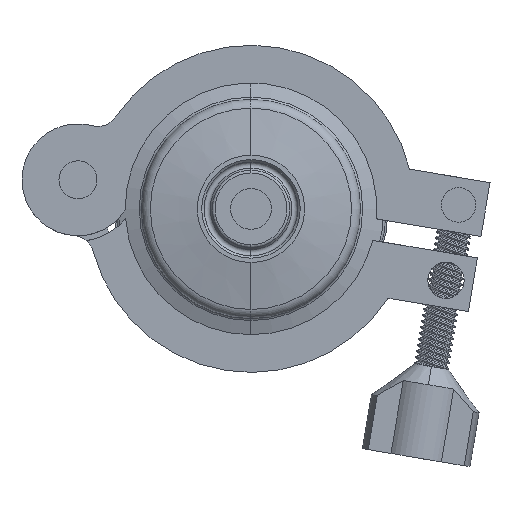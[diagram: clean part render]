
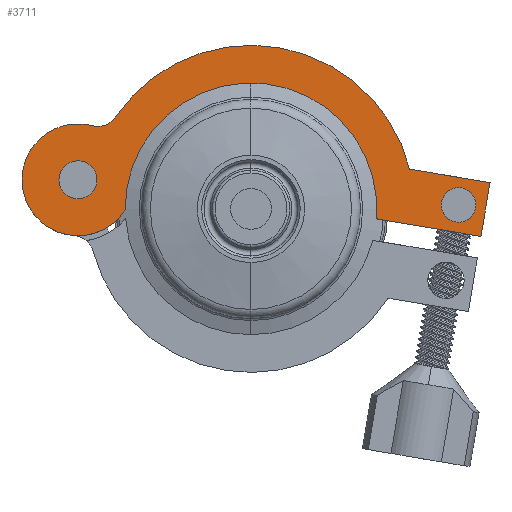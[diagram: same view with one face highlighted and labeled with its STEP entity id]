
A CAD part, front view. The second image highlights one B-rep face of the part: STEP entity #3711.
In plain terms, the highlighted planar face has unit normal (0, -1, 0).
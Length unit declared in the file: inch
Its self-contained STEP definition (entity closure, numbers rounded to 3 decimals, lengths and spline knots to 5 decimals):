
#98 = EDGE_CURVE ( 'NONE', #9863, #3756, #517, .T. ) ;
#123 = AXIS2_PLACEMENT_3D ( 'NONE', #1670, #11302, #12155 ) ;
#329 = AXIS2_PLACEMENT_3D ( 'NONE', #6870, #7824, #1035 ) ;
#458 = EDGE_CURVE ( 'NONE', #4468, #9863, #3761, .T. ) ;
#517 = CIRCLE ( 'NONE', #329, 0.51303 ) ;
#584 = DIRECTION ( 'NONE',  ( -0.986, 0., 0.165 ) ) ;
#644 = CARTESIAN_POINT ( 'NONE',  ( 0., -0.34162, 0. ) ) ;
#735 = CIRCLE ( 'NONE', #3158, 0.15833 ) ;
#805 = DIRECTION ( 'NONE',  ( 0., 0., -1. ) ) ;
#816 = AXIS2_PLACEMENT_3D ( 'NONE', #6492, #6526, #805 ) ;
#881 = CARTESIAN_POINT ( 'NONE',  ( 2.19203, -0.34162, 0.24059 ) ) ;
#1035 = DIRECTION ( 'NONE',  ( -0.986, 0., 0.165 ) ) ;
#1065 = AXIS2_PLACEMENT_3D ( 'NONE', #12029, #11186, #584 ) ;
#1071 = EDGE_LOOP ( 'NONE', ( #12381, #3402, #11101, #2877, #8994, #6933, #8155, #11283 ) ) ;
#1084 = DIRECTION ( 'NONE',  ( 0., 1., 0. ) ) ;
#1255 = EDGE_LOOP ( 'NONE', ( #11407, #5227 ) ) ;
#1263 = CARTESIAN_POINT ( 'NONE',  ( 1.90411, -0.34162, -0.12293 ) ) ;
#1467 = EDGE_CURVE ( 'NONE', #2758, #5658, #8546, .T. ) ;
#1670 = CARTESIAN_POINT ( 'NONE',  ( -1.58679, -0.34162, 0.26625 ) ) ;
#1700 = AXIS2_PLACEMENT_3D ( 'NONE', #3844, #1084, #7742 ) ;
#1981 = CARTESIAN_POINT ( 'NONE',  ( 2.19203, -0.34162, 0.24059 ) ) ;
#2071 = EDGE_CURVE ( 'NONE', #2599, #11307, #7042, .T. ) ;
#2259 = LINE ( 'NONE', #4563, #4471 ) ;
#2312 = ORIENTED_EDGE ( 'NONE', *, *, #1467, .T. ) ;
#2372 = DIRECTION ( 'NONE',  ( 0., 1., 0. ) ) ;
#2501 = PLANE ( 'NONE',  #1065 ) ;
#2510 = CARTESIAN_POINT ( 'NONE',  ( 1.15036, -0.34162, -0.09162 ) ) ;
#2599 = VERTEX_POINT ( 'NONE', #4722 ) ;
#2758 = VERTEX_POINT ( 'NONE', #6374 ) ;
#2877 = ORIENTED_EDGE ( 'NONE', *, *, #9543, .F. ) ;
#2941 = EDGE_CURVE ( 'NONE', #11307, #11436, #6663, .T. ) ;
#2948 = FACE_BOUND ( 'NONE', #8865, .T. ) ;
#3158 = AXIS2_PLACEMENT_3D ( 'NONE', #11243, #3681, #5477 ) ;
#3163 = EDGE_CURVE ( 'NONE', #6242, #7336, #7857, .T. ) ;
#3402 = ORIENTED_EDGE ( 'NONE', *, *, #8825, .T. ) ;
#3518 = CARTESIAN_POINT ( 'NONE',  ( -1.41511, -0.34162, 0.23744 ) ) ;
#3681 = DIRECTION ( 'NONE',  ( 0., 1., 0. ) ) ;
#3711 = ADVANCED_FACE ( 'NONE', ( #2948, #3980, #5597 ), #2501, .T. ) ;
#3756 = VERTEX_POINT ( 'NONE', #8279 ) ;
#3761 = CIRCLE ( 'NONE', #7996, 0.51303 ) ;
#3844 = CARTESIAN_POINT ( 'NONE',  ( 0., -0.34162, 0. ) ) ;
#3905 = CIRCLE ( 'NONE', #1700, 1.154 ) ;
#3980 = FACE_OUTER_BOUND ( 'NONE', #1071, .T. ) ;
#4008 = AXIS2_PLACEMENT_3D ( 'NONE', #644, #2372, #7333 ) ;
#4468 = VERTEX_POINT ( 'NONE', #11982 ) ;
#4471 = VECTOR ( 'NONE', #5499, 39.37008 ) ;
#4563 = CARTESIAN_POINT ( 'NONE',  ( 2.10929, -0.34162, -0.25252 ) ) ;
#4722 = CARTESIAN_POINT ( 'NONE',  ( -1.2404, -0.34162, 0.84346 ) ) ;
#4938 = VECTOR ( 'NONE', #11207, 39.37008 ) ;
#5227 = ORIENTED_EDGE ( 'NONE', *, *, #3163, .T. ) ;
#5228 = CARTESIAN_POINT ( 'NONE',  ( -2.09275, -0.34162, 0.35114 ) ) ;
#5477 = DIRECTION ( 'NONE',  ( 0., 0., -1. ) ) ;
#5499 = DIRECTION ( 'NONE',  ( -0.165, 0., -0.986 ) ) ;
#5586 = DIRECTION ( 'NONE',  ( -0.986, 0., 0.165 ) ) ;
#5597 = FACE_BOUND ( 'NONE', #1255, .T. ) ;
#5617 = AXIS2_PLACEMENT_3D ( 'NONE', #11706, #6999, #9843 ) ;
#5658 = VERTEX_POINT ( 'NONE', #1263 ) ;
#5794 = CIRCLE ( 'NONE', #12393, 0.2 ) ;
#6242 = VERTEX_POINT ( 'NONE', #3518 ) ;
#6374 = CARTESIAN_POINT ( 'NONE',  ( 1.90411, -0.34162, 0.19373 ) ) ;
#6492 = CARTESIAN_POINT ( 'NONE',  ( 1.90411, -0.34162, 0.0354 ) ) ;
#6524 = CARTESIAN_POINT ( 'NONE',  ( 1.15036, -0.34162, -0.09162 ) ) ;
#6526 = DIRECTION ( 'NONE',  ( 0., 1., 0. ) ) ;
#6570 = EDGE_CURVE ( 'NONE', #7336, #6242, #8503, .T. ) ;
#6651 = VERTEX_POINT ( 'NONE', #2510 ) ;
#6663 = LINE ( 'NONE', #1981, #8767 ) ;
#6717 = ORIENTED_EDGE ( 'NONE', *, *, #10906, .T. ) ;
#6870 = CARTESIAN_POINT ( 'NONE',  ( -1.58679, -0.34162, 0.26625 ) ) ;
#6933 = ORIENTED_EDGE ( 'NONE', *, *, #2071, .F. ) ;
#6999 = DIRECTION ( 'NONE',  ( 0., 1., 0. ) ) ;
#7042 = CIRCLE ( 'NONE', #4008, 1.5 ) ;
#7331 = CARTESIAN_POINT ( 'NONE',  ( -1.40578, -0.34162, 0.95592 ) ) ;
#7333 = DIRECTION ( 'NONE',  ( 0.986, 0., -0.165 ) ) ;
#7336 = VERTEX_POINT ( 'NONE', #7832 ) ;
#7742 = DIRECTION ( 'NONE',  ( 0.986, 0., -0.165 ) ) ;
#7824 = DIRECTION ( 'NONE',  ( 0., 1., 0. ) ) ;
#7832 = CARTESIAN_POINT ( 'NONE',  ( -1.75848, -0.34162, 0.29506 ) ) ;
#7857 = CIRCLE ( 'NONE', #123, 0.17409 ) ;
#7996 = AXIS2_PLACEMENT_3D ( 'NONE', #12071, #11180, #5586 ) ;
#8155 = ORIENTED_EDGE ( 'NONE', *, *, #10888, .T. ) ;
#8184 = CARTESIAN_POINT ( 'NONE',  ( 1.45511, -0.34162, 0.36423 ) ) ;
#8279 = CARTESIAN_POINT ( 'NONE',  ( -1.45655, -0.34162, 0.76247 ) ) ;
#8380 = DIRECTION ( 'NONE',  ( -0.986, 0., 0.165 ) ) ;
#8503 = CIRCLE ( 'NONE', #5617, 0.17409 ) ;
#8546 = CIRCLE ( 'NONE', #816, 0.15833 ) ;
#8555 = EDGE_CURVE ( 'NONE', #6651, #11996, #10786, .T. ) ;
#8703 = DIRECTION ( 'NONE',  ( 0.986, 0., -0.165 ) ) ;
#8767 = VECTOR ( 'NONE', #8703, 39.37008 ) ;
#8825 = EDGE_CURVE ( 'NONE', #4468, #6651, #3905, .T. ) ;
#8865 = EDGE_LOOP ( 'NONE', ( #6717, #2312 ) ) ;
#8994 = ORIENTED_EDGE ( 'NONE', *, *, #2941, .F. ) ;
#9543 = EDGE_CURVE ( 'NONE', #11436, #11996, #2259, .T. ) ;
#9843 = DIRECTION ( 'NONE',  ( -0.986, 0., 0.165 ) ) ;
#9863 = VERTEX_POINT ( 'NONE', #5228 ) ;
#10300 = DIRECTION ( 'NONE',  ( 0., 1., 0. ) ) ;
#10786 = LINE ( 'NONE', #6524, #4938 ) ;
#10888 = EDGE_CURVE ( 'NONE', #2599, #3756, #5794, .T. ) ;
#10906 = EDGE_CURVE ( 'NONE', #5658, #2758, #735, .T. ) ;
#11101 = ORIENTED_EDGE ( 'NONE', *, *, #8555, .T. ) ;
#11180 = DIRECTION ( 'NONE',  ( 0., 1., 0. ) ) ;
#11186 = DIRECTION ( 'NONE',  ( 0., -1., 0. ) ) ;
#11207 = DIRECTION ( 'NONE',  ( 0.986, 0., -0.165 ) ) ;
#11243 = CARTESIAN_POINT ( 'NONE',  ( 1.90411, -0.34162, 0.0354 ) ) ;
#11283 = ORIENTED_EDGE ( 'NONE', *, *, #98, .F. ) ;
#11302 = DIRECTION ( 'NONE',  ( 0., 1., 0. ) ) ;
#11307 = VERTEX_POINT ( 'NONE', #8184 ) ;
#11346 = CARTESIAN_POINT ( 'NONE',  ( 2.10929, -0.34162, -0.25252 ) ) ;
#11407 = ORIENTED_EDGE ( 'NONE', *, *, #6570, .T. ) ;
#11436 = VERTEX_POINT ( 'NONE', #881 ) ;
#11706 = CARTESIAN_POINT ( 'NONE',  ( -1.58679, -0.34162, 0.26625 ) ) ;
#11982 = CARTESIAN_POINT ( 'NONE',  ( -1.15396, -0.34162, -0.00917 ) ) ;
#11996 = VERTEX_POINT ( 'NONE', #11346 ) ;
#12029 = CARTESIAN_POINT ( 'NONE',  ( -1.47932, -0.34162, 0.24822 ) ) ;
#12071 = CARTESIAN_POINT ( 'NONE',  ( -1.58679, -0.34162, 0.26625 ) ) ;
#12155 = DIRECTION ( 'NONE',  ( -0.986, 0., 0.165 ) ) ;
#12381 = ORIENTED_EDGE ( 'NONE', *, *, #458, .F. ) ;
#12393 = AXIS2_PLACEMENT_3D ( 'NONE', #7331, #10300, #8380 ) ;
